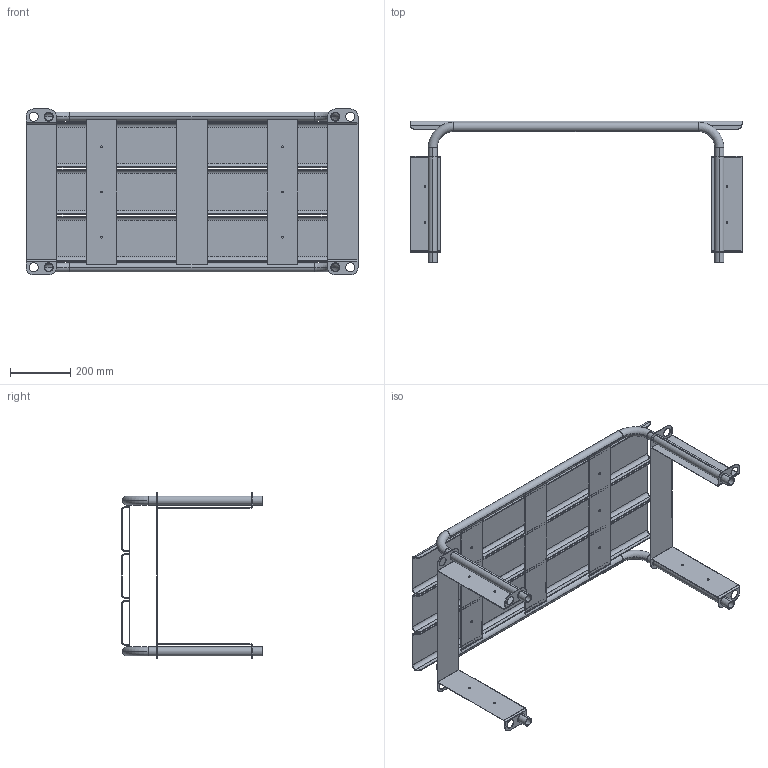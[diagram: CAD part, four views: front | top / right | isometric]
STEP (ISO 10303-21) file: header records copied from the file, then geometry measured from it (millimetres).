
FILE_DESCRIPTION (( 'STEP AP203' ), '1' );
FILE_NAME ('Module A11.STEP', '2024-06-25T15:39:11', ( '' ), ( '' ), 'SwSTEP 2.0', 'SolidWorks 2023', '' );
FILE_SCHEMA (( 'CONFIG_CONTROL_DESIGN' ));
Length unit declared in the file: millimetre
Products named in the file (1): Module A11
Bounding box: 1100 x 469 x 550 mm (x, y, z)
Volume: 3255422.6 mm3; surface area: 2665496.4 mm2
Topology: 1 solids, 1 shells, 296 faces, 848 edges, 536 vertices
Faces by surface type: plane 148, cylinder 132, torus 16
Entity records: 9957 total; most frequent: CARTESIAN_POINT 1753, DIRECTION 1738, ORIENTED_EDGE 1696, EDGE_CURVE 848, AXIS2_PLACEMENT_3D 617, VERTEX_POINT 536, LINE 504, VECTOR 504
